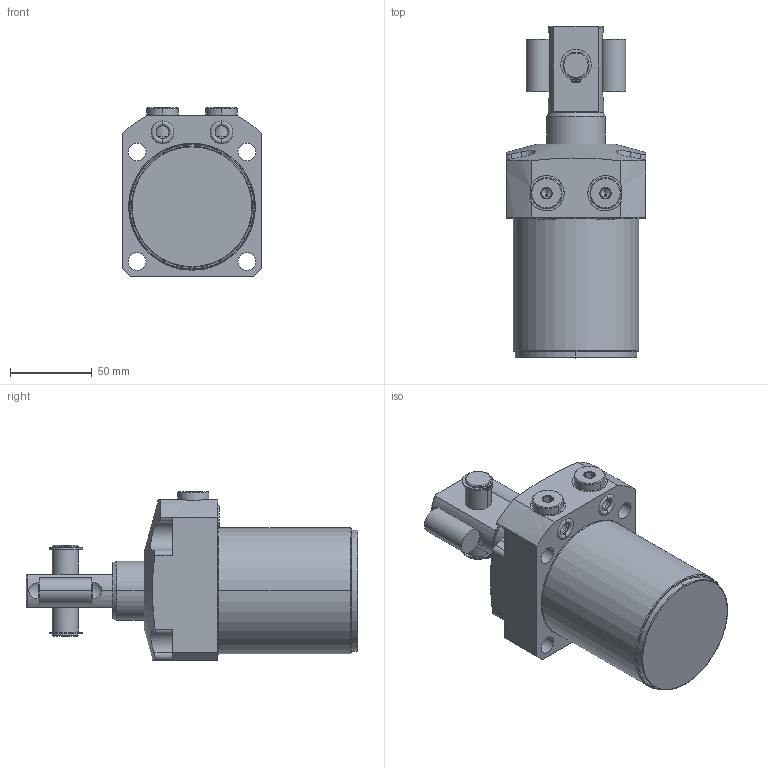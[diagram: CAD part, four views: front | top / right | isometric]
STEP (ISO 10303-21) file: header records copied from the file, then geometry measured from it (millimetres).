
FILE_DESCRIPTION((''),'2;1');
FILE_NAME('ILCML1406310S0','2015-03-25T',('maj'),(''),'PRO/ENGINEER BY PARAMETRIC TECHNOLOGY CORPORATION, 2013320','PRO/ENGINEER BY PARAMETRIC TECHNOLOGY CORPORATION, 2013320','');
FILE_SCHEMA(('AUTOMOTIVE_DESIGN { 1 0 10303 214 1 1 1 1 }'));
Length unit declared in the file: millimetre
Products named in the file (1): ILCML1406310S0
Bounding box: 85 x 202.75 x 103.05 mm (x, y, z)
Volume: 781699.3 mm3; surface area: 72978.5 mm2
Topology: 5 solids, 9 shells, 237 faces, 572 edges, 362 vertices
Faces by surface type: cylinder 104, plane 85, cone 30, torus 14, sphere 4
Entity records: 9139 total; most frequent: CARTESIAN_POINT 1651, DIRECTION 1252, ORIENTED_EDGE 1120, PRESENTATION_STYLE_ASSIGNMENT 577, STYLED_ITEM 577, CURVE_STYLE 568, EDGE_CURVE 568, AXIS2_PLACEMENT_3D 504
